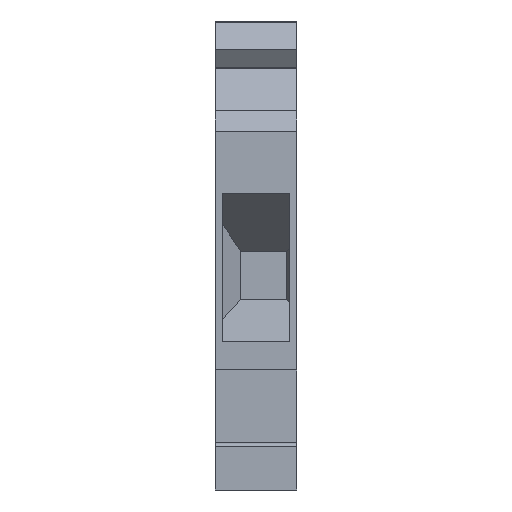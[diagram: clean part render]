
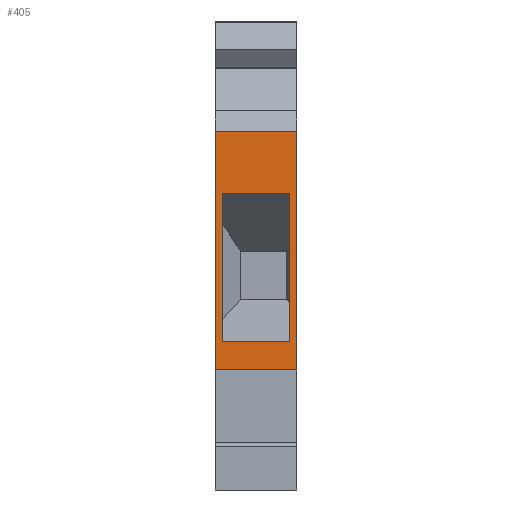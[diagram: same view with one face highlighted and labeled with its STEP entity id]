
A CAD part, front view. The second image highlights one B-rep face of the part: STEP entity #405.
In plain terms, the highlighted planar face has unit normal (0, -1, 0).
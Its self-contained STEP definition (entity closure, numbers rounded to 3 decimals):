
#405=ADVANCED_FACE('',(#894,#895),#896,.T.);
#894=FACE_OUTER_BOUND('',#1461,.T.);
#895=FACE_BOUND('',#1462,.T.);
#896=PLANE('',#1463);
#1461=EDGE_LOOP('',(#2738,#2739,#2740,#2741));
#1462=EDGE_LOOP('',(#2742,#2743,#2744,#2745));
#1463=AXIS2_PLACEMENT_3D('',#2746,#2747,#2748);
#2738=ORIENTED_EDGE('',*,*,#3964,.F.);
#2739=ORIENTED_EDGE('',*,*,#3851,.F.);
#2740=ORIENTED_EDGE('',*,*,#3965,.F.);
#2741=ORIENTED_EDGE('',*,*,#3557,.F.);
#2742=ORIENTED_EDGE('',*,*,#3966,.T.);
#2743=ORIENTED_EDGE('',*,*,#3967,.T.);
#2744=ORIENTED_EDGE('',*,*,#3968,.T.);
#2745=ORIENTED_EDGE('',*,*,#3969,.T.);
#2746=CARTESIAN_POINT('',(8.15,0.0,34.844));
#2747=DIRECTION('',(0.,-1.0,0.));
#2748=DIRECTION('',(1.0,0.,0.0));
#3557=EDGE_CURVE('',#4311,#4312,#4313,.T.);
#3851=EDGE_CURVE('',#4791,#4721,#4793,.T.);
#3964=EDGE_CURVE('',#4721,#4311,#4931,.T.);
#3965=EDGE_CURVE('',#4312,#4791,#4932,.T.);
#3966=EDGE_CURVE('',#4933,#4934,#4935,.T.);
#3967=EDGE_CURVE('',#4934,#4936,#4937,.T.);
#3968=EDGE_CURVE('',#4936,#4938,#4939,.T.);
#3969=EDGE_CURVE('',#4938,#4933,#4940,.T.);
#4311=VERTEX_POINT('',#5383);
#4312=VERTEX_POINT('',#5384);
#4313=LINE('',#5385,#5386);
#4721=VERTEX_POINT('',#5970);
#4791=VERTEX_POINT('',#6074);
#4793=LINE('',#6077,#6078);
#4931=LINE('',#6270,#6271);
#4932=LINE('',#6272,#6273);
#4933=VERTEX_POINT('',#6274);
#4934=VERTEX_POINT('',#6275);
#4935=LINE('',#6276,#6277);
#4936=VERTEX_POINT('',#6278);
#4937=LINE('',#6279,#6280);
#4938=VERTEX_POINT('',#6281);
#4939=LINE('',#6282,#6283);
#4940=LINE('',#6284,#6285);
#5383=CARTESIAN_POINT('',(8.15,0.0,35.863));
#5384=CARTESIAN_POINT('',(8.15,0.0,12.));
#5385=CARTESIAN_POINT('',(8.15,0.0,35.372));
#5386=VECTOR('',#6804,1.0);
#5970=CARTESIAN_POINT('',(0.,0.0,35.863));
#6074=CARTESIAN_POINT('',(0.,0.0,12.));
#6077=CARTESIAN_POINT('',(0.,0.0,35.372));
#6078=VECTOR('',#7139,1.0);
#6270=CARTESIAN_POINT('',(8.15,0.0,35.863));
#6271=VECTOR('',#7230,1.0);
#6272=CARTESIAN_POINT('',(8.15,0.0,12.));
#6273=VECTOR('',#7231,1.0);
#6274=CARTESIAN_POINT('',(0.7,0.0,14.836));
#6275=CARTESIAN_POINT('',(0.7,0.0,29.654));
#6276=CARTESIAN_POINT('',(0.7,0.0,35.372));
#6277=VECTOR('',#7232,1.0);
#6278=CARTESIAN_POINT('',(7.45,0.0,29.654));
#6279=CARTESIAN_POINT('',(8.15,0.0,29.654));
#6280=VECTOR('',#7233,1.0);
#6281=CARTESIAN_POINT('',(7.45,0.0,14.836));
#6282=CARTESIAN_POINT('',(7.45,0.0,35.372));
#6283=VECTOR('',#7234,1.0);
#6284=CARTESIAN_POINT('',(8.15,0.0,14.836));
#6285=VECTOR('',#7235,1.0);
#6804=DIRECTION('',(0.,0.,-1.0));
#7139=DIRECTION('',(0.,0.,1.0));
#7230=DIRECTION('',(1.0,0.,0.0));
#7231=DIRECTION('',(-1.0,0.,0.0));
#7232=DIRECTION('',(0.,0.,1.0));
#7233=DIRECTION('',(1.0,0.,0.0));
#7234=DIRECTION('',(0.,0.,-1.0));
#7235=DIRECTION('',(-1.0,0.,0.0));
